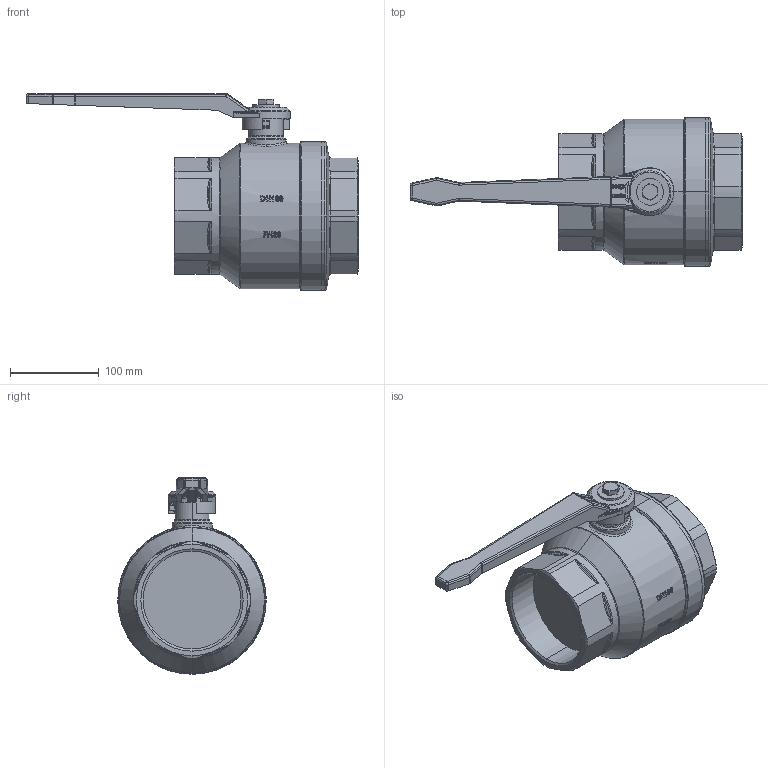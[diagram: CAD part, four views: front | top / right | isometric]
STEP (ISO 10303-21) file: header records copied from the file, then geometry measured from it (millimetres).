
FILE_DESCRIPTION(('HOOPS Exchange Step'),'2;1');
FILE_NAME('GK0100_DN100.stp','2025-05-20T16:31:43+02:00',('nieru'),('Unknown organisation'),'HOOPS Exchange 2024.2','HOOPS Exchange','Unknown authorisation');
FILE_SCHEMA( ('AP203_CONFIGURATION_CONTROLLED_3D_DESIGN_OF_MECHANICAL_PARTS_AND_ASSEMBLIES_MIM_LF') );
Length unit declared in the file: millimetre
Products named in the file (2): 0; root
Assembly tree (1 placements, depth 2):
  root
    0
Bounding box: 373.5 x 167 x 221 mm (x, y, z)
Volume: 3075157.9 mm3; surface area: 193750.6 mm2
Topology: 1 solids, 1 shells, 797 faces, 2075 edges, 1317 vertices
Faces by surface type: bspline 234, plane 214, cylinder 203, torus 52, cone 52, sphere 42
Entity records: 32897 total; most frequent: CARTESIAN_POINT 15857, ORIENTED_EDGE 4142, DIRECTION 2642, EDGE_CURVE 2071, VERTEX_POINT 1317, AXIS2_PLACEMENT_3D 1049, B_SPLINE_CURVE_WITH_KNOTS 934, EDGE_LOOP 842
